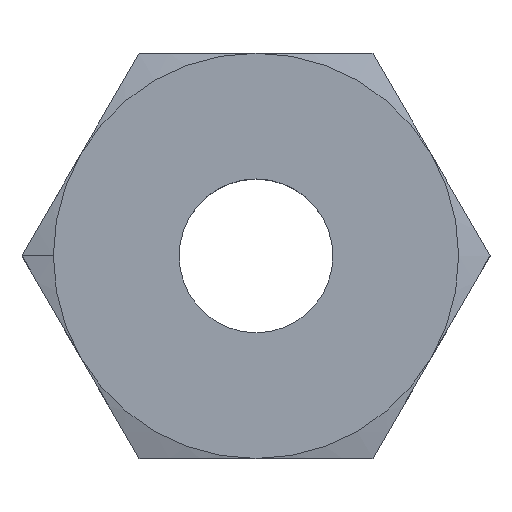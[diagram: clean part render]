
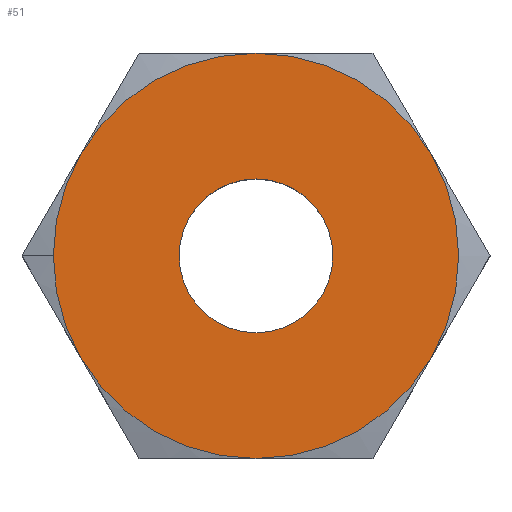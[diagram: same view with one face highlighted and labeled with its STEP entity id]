
A CAD part, top view. The second image highlights one B-rep face of the part: STEP entity #51.
In plain terms, the highlighted planar face has unit normal (0, 0, 1).
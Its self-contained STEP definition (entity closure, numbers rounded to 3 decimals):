
#13 = CARTESIAN_POINT ( 'NONE',  ( 0., 0., 0.42 ) ) ;
#14 = ORIENTED_EDGE ( 'NONE', *, *, #18, .T. ) ;
#16 = DIRECTION ( 'NONE',  ( 1., 0., 0. ) ) ;
#18 = EDGE_CURVE ( 'NONE', #52, #133, #186, .T. ) ;
#21 = CARTESIAN_POINT ( 'NONE',  ( 0., -1.054, 0.42 ) ) ;
#24 = ORIENTED_EDGE ( 'NONE', *, *, #225, .T. ) ;
#41 = FACE_BOUND ( 'NONE', #231, .T. ) ;
#46 = DIRECTION ( 'NONE',  ( 0., 0., 1. ) ) ;
#51 = ADVANCED_FACE ( 'NONE', ( #41, #104 ), #323, .T. ) ;
#52 = VERTEX_POINT ( 'NONE', #21 ) ;
#55 = DIRECTION ( 'NONE',  ( 1., 0., 0. ) ) ;
#91 = CARTESIAN_POINT ( 'NONE',  ( -1.054, 0., 0.42 ) ) ;
#95 = ORIENTED_EDGE ( 'NONE', *, *, #481, .T. ) ;
#104 = FACE_OUTER_BOUND ( 'NONE', #360, .T. ) ;
#110 = DIRECTION ( 'NONE',  ( 1., 0., 0. ) ) ;
#117 = VERTEX_POINT ( 'NONE', #91 ) ;
#119 = EDGE_CURVE ( 'NONE', #133, #760, #672, .T. ) ;
#127 = VERTEX_POINT ( 'NONE', #368 ) ;
#129 = DIRECTION ( 'NONE',  ( 1., 0., 0. ) ) ;
#133 = VERTEX_POINT ( 'NONE', #325 ) ;
#149 = AXIS2_PLACEMENT_3D ( 'NONE', #163, #686, #391 ) ;
#163 = CARTESIAN_POINT ( 'NONE',  ( 0., 0., 0.42 ) ) ;
#174 = EDGE_CURVE ( 'NONE', #212, #419, #561, .T. ) ;
#186 = CIRCLE ( 'NONE', #273, 1.054 ) ;
#207 = DIRECTION ( 'NONE',  ( 1., 0., 0. ) ) ;
#212 = VERTEX_POINT ( 'NONE', #623 ) ;
#225 = EDGE_CURVE ( 'NONE', #117, #127, #568, .T. ) ;
#231 = EDGE_LOOP ( 'NONE', ( #606, #698 ) ) ;
#245 = CIRCLE ( 'NONE', #597, 1.054 ) ;
#246 = DIRECTION ( 'NONE',  ( 1., 0., 0. ) ) ;
#248 = AXIS2_PLACEMENT_3D ( 'NONE', #712, #467, #246 ) ;
#260 = EDGE_CURVE ( 'NONE', #436, #117, #306, .T. ) ;
#269 = AXIS2_PLACEMENT_3D ( 'NONE', #550, #679, #438 ) ;
#270 = DIRECTION ( 'NONE',  ( 0., 0., 1. ) ) ;
#271 = EDGE_CURVE ( 'NONE', #436, #587, #364, .T. ) ;
#273 = AXIS2_PLACEMENT_3D ( 'NONE', #13, #661, #16 ) ;
#298 = AXIS2_PLACEMENT_3D ( 'NONE', #746, #46, #110 ) ;
#306 = CIRCLE ( 'NONE', #298, 1.054 ) ;
#320 = DIRECTION ( 'NONE',  ( 0., 0., 1. ) ) ;
#323 = PLANE ( 'NONE',  #464 ) ;
#325 = CARTESIAN_POINT ( 'NONE',  ( 0.913, -0.527, 0.42 ) ) ;
#340 = CIRCLE ( 'NONE', #248, 0.4 ) ;
#342 = ORIENTED_EDGE ( 'NONE', *, *, #271, .F. ) ;
#346 = CARTESIAN_POINT ( 'NONE',  ( 0., 0., 0.42 ) ) ;
#349 = CARTESIAN_POINT ( 'NONE',  ( -0.913, 0.527, 0.42 ) ) ;
#360 = EDGE_LOOP ( 'NONE', ( #418, #95, #342, #586, #24, #463, #14 ) ) ;
#364 = CIRCLE ( 'NONE', #149, 1.054 ) ;
#368 = CARTESIAN_POINT ( 'NONE',  ( -0.913, -0.527, 0.42 ) ) ;
#391 = DIRECTION ( 'NONE',  ( -1., 0., 0. ) ) ;
#393 = DIRECTION ( 'NONE',  ( 1., 0., 0. ) ) ;
#399 = DIRECTION ( 'NONE',  ( 0., 0., 1. ) ) ;
#402 = CIRCLE ( 'NONE', #745, 1.054 ) ;
#418 = ORIENTED_EDGE ( 'NONE', *, *, #119, .T. ) ;
#419 = VERTEX_POINT ( 'NONE', #526 ) ;
#420 = CARTESIAN_POINT ( 'NONE',  ( 0., 1.054, 0.42 ) ) ;
#436 = VERTEX_POINT ( 'NONE', #349 ) ;
#438 = DIRECTION ( 'NONE',  ( 1., 0., 0. ) ) ;
#455 = DIRECTION ( 'NONE',  ( 0., 0., 1. ) ) ;
#463 = ORIENTED_EDGE ( 'NONE', *, *, #488, .T. ) ;
#464 = AXIS2_PLACEMENT_3D ( 'NONE', #594, #320, #477 ) ;
#467 = DIRECTION ( 'NONE',  ( 0., 0., 1. ) ) ;
#477 = DIRECTION ( 'NONE',  ( 1., 0., 0. ) ) ;
#481 = EDGE_CURVE ( 'NONE', #760, #587, #402, .T. ) ;
#488 = EDGE_CURVE ( 'NONE', #127, #52, #245, .T. ) ;
#493 = CARTESIAN_POINT ( 'NONE',  ( 0., 0., 0.42 ) ) ;
#526 = CARTESIAN_POINT ( 'NONE',  ( -0.4, 0., 0.42 ) ) ;
#546 = CARTESIAN_POINT ( 'NONE',  ( 0.913, 0.527, 0.42 ) ) ;
#547 = AXIS2_PLACEMENT_3D ( 'NONE', #493, #270, #207 ) ;
#550 = CARTESIAN_POINT ( 'NONE',  ( 0., 0., 0.42 ) ) ;
#561 = CIRCLE ( 'NONE', #547, 0.4 ) ;
#568 = CIRCLE ( 'NONE', #660, 1.054 ) ;
#571 = EDGE_CURVE ( 'NONE', #419, #212, #340, .T. ) ;
#586 = ORIENTED_EDGE ( 'NONE', *, *, #260, .T. ) ;
#587 = VERTEX_POINT ( 'NONE', #420 ) ;
#594 = CARTESIAN_POINT ( 'NONE',  ( 0., 0., 0.42 ) ) ;
#597 = AXIS2_PLACEMENT_3D ( 'NONE', #346, #455, #129 ) ;
#606 = ORIENTED_EDGE ( 'NONE', *, *, #174, .F. ) ;
#623 = CARTESIAN_POINT ( 'NONE',  ( 0.4, 0., 0.42 ) ) ;
#633 = CARTESIAN_POINT ( 'NONE',  ( 0., 0., 0.42 ) ) ;
#660 = AXIS2_PLACEMENT_3D ( 'NONE', #692, #399, #393 ) ;
#661 = DIRECTION ( 'NONE',  ( 0., 0., 1. ) ) ;
#672 = CIRCLE ( 'NONE', #269, 1.054 ) ;
#679 = DIRECTION ( 'NONE',  ( 0., 0., 1. ) ) ;
#686 = DIRECTION ( 'NONE',  ( 0., 0., -1. ) ) ;
#692 = CARTESIAN_POINT ( 'NONE',  ( 0., 0., 0.42 ) ) ;
#698 = ORIENTED_EDGE ( 'NONE', *, *, #571, .F. ) ;
#712 = CARTESIAN_POINT ( 'NONE',  ( 0., 0., 0.42 ) ) ;
#745 = AXIS2_PLACEMENT_3D ( 'NONE', #633, #758, #55 ) ;
#746 = CARTESIAN_POINT ( 'NONE',  ( 0., 0., 0.42 ) ) ;
#758 = DIRECTION ( 'NONE',  ( 0., 0., 1. ) ) ;
#760 = VERTEX_POINT ( 'NONE', #546 ) ;
